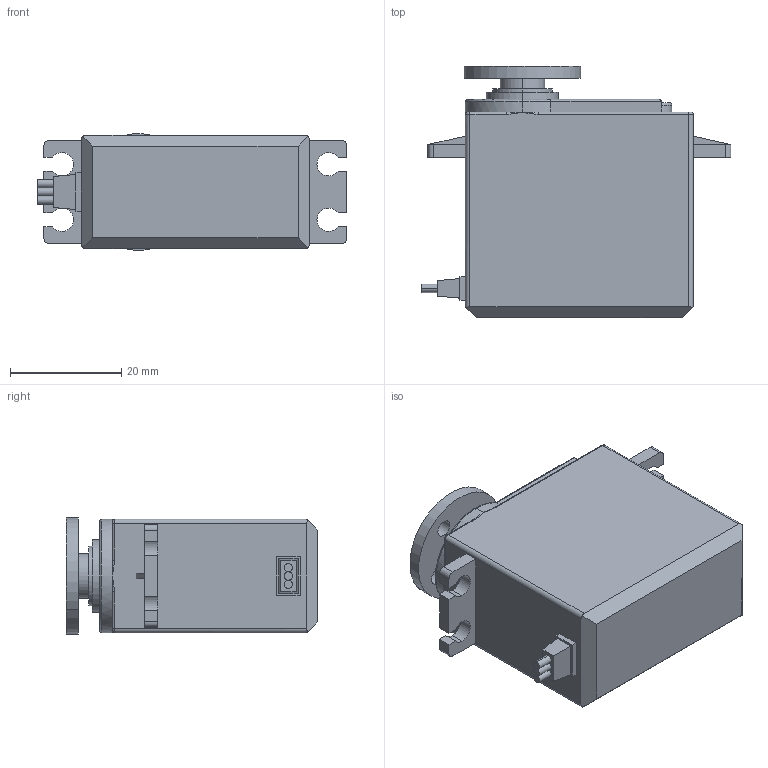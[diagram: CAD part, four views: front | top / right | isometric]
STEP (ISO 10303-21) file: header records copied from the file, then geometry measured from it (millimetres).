
FILE_DESCRIPTION (( 'STEP AP203' ), '1' );
FILE_NAME ('Motor.STEP', '2019-08-15T04:45:36', ( '' ), ( '' ), 'SwSTEP 2.0', 'SolidWorks 2018', '' );
FILE_SCHEMA (( 'CONFIG_CONTROL_DESIGN' ));
Length unit declared in the file: millimetre
Products named in the file (3): Servo Motor MG996R (Edited); Motor; Disk
Assembly tree (2 placements, depth 2):
  Motor
    Disk
    Servo Motor MG996R (Edited)
Bounding box: 55.8 x 45.3 x 20.93 mm (x, y, z)
Volume: 33732.9 mm3; surface area: 7892.4 mm2
Topology: 5 solids, 5 shells, 143 faces, 352 edges, 221 vertices
Faces by surface type: plane 69, cylinder 60, torus 8, bspline 6
Entity records: 4638 total; most frequent: CARTESIAN_POINT 933, DIRECTION 737, ORIENTED_EDGE 692, EDGE_CURVE 346, AXIS2_PLACEMENT_3D 269, VERTEX_POINT 221, VECTOR 199, LINE 199
